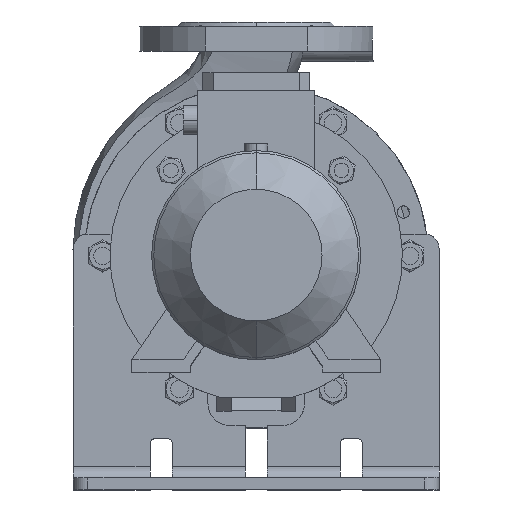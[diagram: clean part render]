
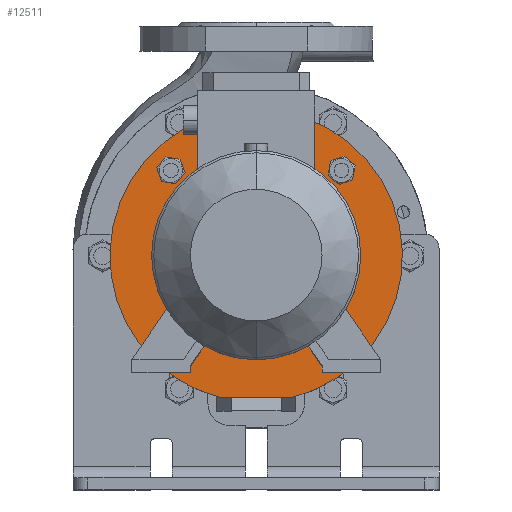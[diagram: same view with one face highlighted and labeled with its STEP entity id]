
A CAD part, top view. The second image highlights one B-rep face of the part: STEP entity #12511.
In plain terms, the highlighted planar face has unit normal (0, 0, 1).
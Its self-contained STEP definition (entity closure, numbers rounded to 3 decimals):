
#1199 = DIRECTION ( 'NONE',  ( 0., -1., 0. ) ) ;
#1624 = DIRECTION ( 'NONE',  ( 0., 0., -1. ) ) ;
#1863 = CARTESIAN_POINT ( 'NONE',  ( 58.336, 58.336, 169. ) ) ;
#1999 = CARTESIAN_POINT ( 'NONE',  ( 58.336, 58.336, 169. ) ) ;
#2593 = CARTESIAN_POINT ( 'NONE',  ( 0., -70., 169. ) ) ;
#2727 = AXIS2_PLACEMENT_3D ( 'NONE', #44158, #40027, #39819 ) ;
#2799 = VERTEX_POINT ( 'NONE', #2593 ) ;
#3760 = CARTESIAN_POINT ( 'NONE',  ( 0., 0., 169. ) ) ;
#4007 = EDGE_CURVE ( 'NONE', #8552, #2799, #30057, .T. ) ;
#4056 = EDGE_CURVE ( 'NONE', #39951, #34441, #6826, .T. ) ;
#4172 = CARTESIAN_POINT ( 'NONE',  ( -56.934, -50.384, 169. ) ) ;
#4558 = AXIS2_PLACEMENT_3D ( 'NONE', #38665, #21194, #47197 ) ;
#5039 = AXIS2_PLACEMENT_3D ( 'NONE', #11354, #46134, #28931 ) ;
#5303 = CARTESIAN_POINT ( 'NONE',  ( 0., 0., 169. ) ) ;
#5463 = EDGE_CURVE ( 'NONE', #53978, #18306, #25451, .T. ) ;
#5577 = ORIENTED_EDGE ( 'NONE', *, *, #11762, .T. ) ;
#5984 = DIRECTION ( 'NONE',  ( 0., -1., 0. ) ) ;
#6826 = LINE ( 'NONE', #56070, #26708 ) ;
#6840 = AXIS2_PLACEMENT_3D ( 'NONE', #3760, #12397, #42831 ) ;
#8552 = VERTEX_POINT ( 'NONE', #54495 ) ;
#8849 = CIRCLE ( 'NONE', #42388, 8.075 ) ;
#8981 = DIRECTION ( 'NONE',  ( 0., 0., -1. ) ) ;
#9121 = FACE_BOUND ( 'NONE', #43385, .T. ) ;
#9642 = VERTEX_POINT ( 'NONE', #47162 ) ;
#10064 = CIRCLE ( 'NONE', #5039, 70. ) ;
#11154 = DIRECTION ( 'NONE',  ( 0., -1., 0. ) ) ;
#11354 = CARTESIAN_POINT ( 'NONE',  ( 0., 0., 169. ) ) ;
#11708 = ORIENTED_EDGE ( 'NONE', *, *, #24143, .T. ) ;
#11762 = EDGE_CURVE ( 'NONE', #45185, #52574, #22986, .T. ) ;
#12316 = ORIENTED_EDGE ( 'NONE', *, *, #4056, .T. ) ;
#12397 = DIRECTION ( 'NONE',  ( 0., 0., -1. ) ) ;
#12495 = CARTESIAN_POINT ( 'NONE',  ( 59.739, 66.289, 169. ) ) ;
#12511 = ADVANCED_FACE ( 'NONE', ( #9121, #44478, #25499, #51925, #52629, #39068 ), #47588, .T. ) ;
#13795 = AXIS2_PLACEMENT_3D ( 'NONE', #1999, #27643, #23456 ) ;
#13876 = CARTESIAN_POINT ( 'NONE',  ( -66.289, 59.739, 169. ) ) ;
#14075 = DIRECTION ( 'NONE',  ( 0., 0., -1. ) ) ;
#14707 = CARTESIAN_POINT ( 'NONE',  ( 58.336, -58.336, 169. ) ) ;
#16139 = CARTESIAN_POINT ( 'NONE',  ( -58.336, 58.336, 169. ) ) ;
#16574 = CIRCLE ( 'NONE', #43637, 8.075 ) ;
#17113 = DIRECTION ( 'NONE',  ( 0., 0., -1. ) ) ;
#17496 = VERTEX_POINT ( 'NONE', #45472 ) ;
#17731 = ORIENTED_EDGE ( 'NONE', *, *, #21114, .F. ) ;
#18041 = CIRCLE ( 'NONE', #49740, 8.075 ) ;
#18306 = VERTEX_POINT ( 'NONE', #12495 ) ;
#18908 = EDGE_LOOP ( 'NONE', ( #19227, #53536 ) ) ;
#18943 = EDGE_LOOP ( 'NONE', ( #55207, #39905 ) ) ;
#19227 = ORIENTED_EDGE ( 'NONE', *, *, #4007, .T. ) ;
#20338 = DIRECTION ( 'NONE',  ( 0., 0., 1. ) ) ;
#20477 = AXIS2_PLACEMENT_3D ( 'NONE', #14707, #1624, #40385 ) ;
#21114 = EDGE_CURVE ( 'NONE', #39951, #17496, #54606, .T. ) ;
#21194 = DIRECTION ( 'NONE',  ( 0., 0., 1. ) ) ;
#22986 = CIRCLE ( 'NONE', #51893, 8.075 ) ;
#23456 = DIRECTION ( 'NONE',  ( 0., -1., 0. ) ) ;
#23802 = DIRECTION ( 'NONE',  ( 0., 0., 1. ) ) ;
#24143 = EDGE_CURVE ( 'NONE', #9642, #54977, #16574, .T. ) ;
#25053 = CARTESIAN_POINT ( 'NONE',  ( 24.31, -97., 169. ) ) ;
#25451 = CIRCLE ( 'NONE', #35801, 8.075 ) ;
#25499 = FACE_BOUND ( 'NONE', #55367, .T. ) ;
#25784 = CIRCLE ( 'NONE', #48814, 8.075 ) ;
#25972 = CIRCLE ( 'NONE', #2727, 100. ) ;
#26708 = VECTOR ( 'NONE', #29950, 1000. ) ;
#26944 = DIRECTION ( 'NONE',  ( 0., 1., 0. ) ) ;
#27643 = DIRECTION ( 'NONE',  ( 0., 0., -1. ) ) ;
#27981 = ORIENTED_EDGE ( 'NONE', *, *, #34158, .T. ) ;
#28890 = CIRCLE ( 'NONE', #13795, 8.075 ) ;
#28931 = DIRECTION ( 'NONE',  ( 0., 1., 0. ) ) ;
#29602 = CARTESIAN_POINT ( 'NONE',  ( 56.934, 50.384, 169. ) ) ;
#29950 = DIRECTION ( 'NONE',  ( 1., 0., 0. ) ) ;
#30057 = CIRCLE ( 'NONE', #6840, 70. ) ;
#30070 = EDGE_CURVE ( 'NONE', #36426, #39184, #25784, .T. ) ;
#30082 = EDGE_CURVE ( 'NONE', #2799, #8552, #10064, .T. ) ;
#30256 = CARTESIAN_POINT ( 'NONE',  ( 66.289, -59.739, 169. ) ) ;
#30901 = ORIENTED_EDGE ( 'NONE', *, *, #5463, .T. ) ;
#32629 = EDGE_CURVE ( 'NONE', #39184, #36426, #18041, .T. ) ;
#33967 = ORIENTED_EDGE ( 'NONE', *, *, #49087, .T. ) ;
#34158 = EDGE_CURVE ( 'NONE', #54977, #9642, #8849, .T. ) ;
#34441 = VERTEX_POINT ( 'NONE', #25053 ) ;
#35395 = ORIENTED_EDGE ( 'NONE', *, *, #50844, .T. ) ;
#35433 = CARTESIAN_POINT ( 'NONE',  ( 50.384, -56.934, 169. ) ) ;
#35548 = CARTESIAN_POINT ( 'NONE',  ( 58.336, -58.336, 169. ) ) ;
#35801 = AXIS2_PLACEMENT_3D ( 'NONE', #1863, #36958, #36762 ) ;
#36426 = VERTEX_POINT ( 'NONE', #13876 ) ;
#36762 = DIRECTION ( 'NONE',  ( 0., -1., 0. ) ) ;
#36938 = CARTESIAN_POINT ( 'NONE',  ( -50.384, 56.934, 169. ) ) ;
#36958 = DIRECTION ( 'NONE',  ( 0., 0., -1. ) ) ;
#37457 = EDGE_CURVE ( 'NONE', #17496, #34441, #25972, .T. ) ;
#37649 = ORIENTED_EDGE ( 'NONE', *, *, #37457, .F. ) ;
#38387 = CARTESIAN_POINT ( 'NONE',  ( -24.31, -97., 169. ) ) ;
#38562 = DIRECTION ( 'NONE',  ( 0., -1., 0. ) ) ;
#38665 = CARTESIAN_POINT ( 'NONE',  ( 0., 100., 169. ) ) ;
#39068 = FACE_BOUND ( 'NONE', #18908, .T. ) ;
#39184 = VERTEX_POINT ( 'NONE', #36938 ) ;
#39819 = DIRECTION ( 'NONE',  ( 0., 1., 0. ) ) ;
#39899 = EDGE_LOOP ( 'NONE', ( #12316, #37649, #17731 ) ) ;
#39905 = ORIENTED_EDGE ( 'NONE', *, *, #30070, .F. ) ;
#39951 = VERTEX_POINT ( 'NONE', #38387 ) ;
#40027 = DIRECTION ( 'NONE',  ( 0., 0., -1. ) ) ;
#40385 = DIRECTION ( 'NONE',  ( 0., -1., 0. ) ) ;
#40708 = CARTESIAN_POINT ( 'NONE',  ( -58.336, 58.336, 169. ) ) ;
#41203 = DIRECTION ( 'NONE',  ( 0., -1., 0. ) ) ;
#42388 = AXIS2_PLACEMENT_3D ( 'NONE', #44577, #44027, #41203 ) ;
#42831 = DIRECTION ( 'NONE',  ( 0., 1., 0. ) ) ;
#43120 = CARTESIAN_POINT ( 'NONE',  ( -58.336, -58.336, 169. ) ) ;
#43385 = EDGE_LOOP ( 'NONE', ( #30901, #33967 ) ) ;
#43637 = AXIS2_PLACEMENT_3D ( 'NONE', #43120, #17113, #38562 ) ;
#43808 = AXIS2_PLACEMENT_3D ( 'NONE', #5303, #8981, #26944 ) ;
#44027 = DIRECTION ( 'NONE',  ( 0., 0., -1. ) ) ;
#44158 = CARTESIAN_POINT ( 'NONE',  ( 0., 0., 169. ) ) ;
#44478 = FACE_BOUND ( 'NONE', #50744, .T. ) ;
#44577 = CARTESIAN_POINT ( 'NONE',  ( -58.336, -58.336, 169. ) ) ;
#45185 = VERTEX_POINT ( 'NONE', #30256 ) ;
#45472 = CARTESIAN_POINT ( 'NONE',  ( 0., 100., 169. ) ) ;
#46134 = DIRECTION ( 'NONE',  ( 0., 0., -1. ) ) ;
#47162 = CARTESIAN_POINT ( 'NONE',  ( -59.739, -66.289, 169. ) ) ;
#47197 = DIRECTION ( 'NONE',  ( 0., -1., 0. ) ) ;
#47588 = PLANE ( 'NONE',  #4558 ) ;
#48814 = AXIS2_PLACEMENT_3D ( 'NONE', #16139, #20338, #11154 ) ;
#49087 = EDGE_CURVE ( 'NONE', #18306, #53978, #28890, .T. ) ;
#49740 = AXIS2_PLACEMENT_3D ( 'NONE', #40708, #23802, #5984 ) ;
#50744 = EDGE_LOOP ( 'NONE', ( #35395, #5577 ) ) ;
#50844 = EDGE_CURVE ( 'NONE', #52574, #45185, #53562, .T. ) ;
#51893 = AXIS2_PLACEMENT_3D ( 'NONE', #35548, #14075, #1199 ) ;
#51925 = FACE_BOUND ( 'NONE', #18943, .T. ) ;
#52574 = VERTEX_POINT ( 'NONE', #35433 ) ;
#52629 = FACE_OUTER_BOUND ( 'NONE', #39899, .T. ) ;
#53536 = ORIENTED_EDGE ( 'NONE', *, *, #30082, .T. ) ;
#53562 = CIRCLE ( 'NONE', #20477, 8.075 ) ;
#53978 = VERTEX_POINT ( 'NONE', #29602 ) ;
#54495 = CARTESIAN_POINT ( 'NONE',  ( 0., 70., 169. ) ) ;
#54606 = CIRCLE ( 'NONE', #43808, 100. ) ;
#54977 = VERTEX_POINT ( 'NONE', #4172 ) ;
#55207 = ORIENTED_EDGE ( 'NONE', *, *, #32629, .F. ) ;
#55367 = EDGE_LOOP ( 'NONE', ( #27981, #11708 ) ) ;
#56070 = CARTESIAN_POINT ( 'NONE',  ( -100., -97., 169. ) ) ;
